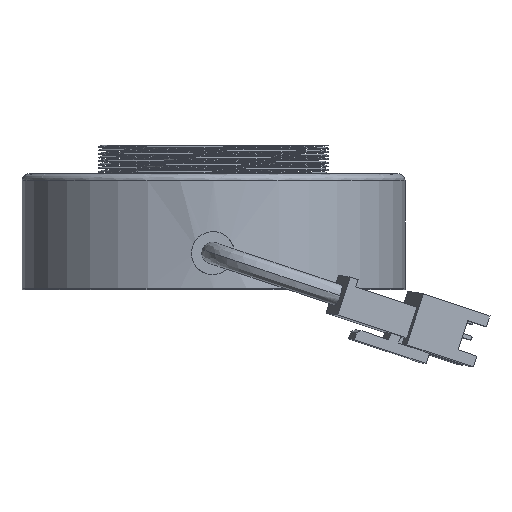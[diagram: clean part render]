
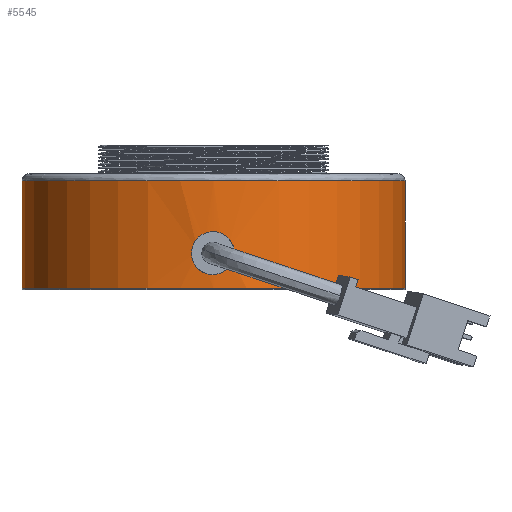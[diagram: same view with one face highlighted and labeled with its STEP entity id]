
A CAD part, front view. The second image highlights one B-rep face of the part: STEP entity #5545.
In plain terms, the highlighted cylindrical face has radius 26.75 mm (diameter 53.5 mm), a partial arc.
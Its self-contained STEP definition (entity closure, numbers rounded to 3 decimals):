
#6 = EDGE_CURVE ( 'NONE', #2131, #3274, #5814, .T. ) ;
#41 = CARTESIAN_POINT ( 'NONE',  ( 0., 0., 20. ) ) ;
#75 = CARTESIAN_POINT ( 'NONE',  ( 0., 0., 0. ) ) ;
#123 = CARTESIAN_POINT ( 'NONE',  ( 0., 0., 15. ) ) ;
#289 = CARTESIAN_POINT ( 'NONE',  ( 1.592, -26.703, 3.619 ) ) ;
#317 = CARTESIAN_POINT ( 'NONE',  ( -1.464, -26.71, 3.315 ) ) ;
#385 = ORIENTED_EDGE ( 'NONE', *, *, #2556, .F. ) ;
#444 = CARTESIAN_POINT ( 'NONE',  ( -2.111, -26.667, 5.443 ) ) ;
#478 = CARTESIAN_POINT ( 'NONE',  ( -1.66, -26.699, 6.288 ) ) ;
#520 = CARTESIAN_POINT ( 'NONE',  ( 1.504, -26.708, 6.287 ) ) ;
#545 = FACE_OUTER_BOUND ( 'NONE', #4266, .T. ) ;
#810 = AXIS2_PLACEMENT_3D ( 'NONE', #41, #4764, #8688 ) ;
#880 = DIRECTION ( 'NONE',  ( -1., 0., 0. ) ) ;
#938 = DIRECTION ( 'NONE',  ( -1., 0., 0. ) ) ;
#1000 = EDGE_LOOP ( 'NONE', ( #3935, #5686 ) ) ;
#1084 = CARTESIAN_POINT ( 'NONE',  ( 1.213, -26.723, 3.221 ) ) ;
#1120 = CARTESIAN_POINT ( 'NONE',  ( -1.747, -26.693, 3.617 ) ) ;
#1181 = DIRECTION ( 'NONE',  ( 0., 0., -1. ) ) ;
#1270 = CARTESIAN_POINT ( 'NONE',  ( -1.135, -26.727, 6.734 ) ) ;
#1302 = CARTESIAN_POINT ( 'NONE',  ( 1.743, -26.693, 5.954 ) ) ;
#1318 = VECTOR ( 'NONE', #1181, 1000. ) ;
#1387 = EDGE_CURVE ( 'NONE', #3274, #2131, #1538, .T. ) ;
#1521 = CARTESIAN_POINT ( 'NONE',  ( -26.75, 0., 15. ) ) ;
#1538 = B_SPLINE_CURVE_WITH_KNOTS ( 'NONE', 3,
 ( #2639, #6568, #3402, #8905, #4220, #9704, #5019, #289, #5806, #1084, #6599, #1888, #7369, #2669, #8161, #3438, #8934, #4249, #9746, #5049, #317, #5849, #1120, #6631, #1924, #7407, #2694, #8190, #3478, #8974 ),
 .UNSPECIFIED., .F., .F.,
 ( 4, 2, 2, 2, 2, 2, 2, 2, 2, 2, 2, 2, 2, 2, 4 ),
 ( 0.007, 0.007, 0.007, 0.008, 0.008, 0.009, 0.01, 0.01, 0.011, 0.011, 0.011, 0.012, 0.012, 0.013, 0.013 ),
 .UNSPECIFIED. ) ;
#1845 = VERTEX_POINT ( 'NONE', #8726 ) ;
#1888 = CARTESIAN_POINT ( 'NONE',  ( 0.474, -26.747, 2.855 ) ) ;
#1924 = CARTESIAN_POINT ( 'NONE',  ( -1.965, -26.678, 3.967 ) ) ;
#1944 = DIRECTION ( 'NONE',  ( 0., 0., -1. ) ) ;
#2041 = CARTESIAN_POINT ( 'NONE',  ( -1.901, -26.682, 5.951 ) ) ;
#2069 = CARTESIAN_POINT ( 'NONE',  ( -0.354, -26.749, 6.999 ) ) ;
#2107 = CARTESIAN_POINT ( 'NONE',  ( 1.914, -26.681, 5.577 ) ) ;
#2131 = VERTEX_POINT ( 'NONE', #9964 ) ;
#2397 = FACE_BOUND ( 'NONE', #1000, .T. ) ;
#2556 = EDGE_CURVE ( 'NONE', #8366, #1845, #7345, .T. ) ;
#2639 = CARTESIAN_POINT ( 'NONE',  ( 2.022, -26.673, 4.899 ) ) ;
#2665 = CIRCLE ( 'NONE', #6781, 26.75 ) ;
#2669 = CARTESIAN_POINT ( 'NONE',  ( -0.214, -26.749, 2.799 ) ) ;
#2694 = CARTESIAN_POINT ( 'NONE',  ( -2.11, -26.667, 4.353 ) ) ;
#2810 = CARTESIAN_POINT ( 'NONE',  ( -2.164, -26.662, 5.175 ) ) ;
#2851 = CARTESIAN_POINT ( 'NONE',  ( 0.197, -26.75, 6.986 ) ) ;
#2880 = CARTESIAN_POINT ( 'NONE',  ( 2.008, -26.675, 5.177 ) ) ;
#3274 = VERTEX_POINT ( 'NONE', #9563 ) ;
#3402 = CARTESIAN_POINT ( 'NONE',  ( 2.008, -26.675, 4.624 ) ) ;
#3438 = CARTESIAN_POINT ( 'NONE',  ( -0.622, -26.743, 2.866 ) ) ;
#3452 = CIRCLE ( 'NONE', #6845, 26.75 ) ;
#3478 = CARTESIAN_POINT ( 'NONE',  ( -2.178, -26.661, 4.761 ) ) ;
#3556 = CARTESIAN_POINT ( 'NONE',  ( -2.071, -26.67, 5.576 ) ) ;
#3593 = CARTESIAN_POINT ( 'NONE',  ( -2.178, -26.661, 5.038 ) ) ;
#3621 = CARTESIAN_POINT ( 'NONE',  ( 0.597, -26.744, 6.893 ) ) ;
#3660 = CARTESIAN_POINT ( 'NONE',  ( 2.022, -26.673, 4.899 ) ) ;
#3935 = ORIENTED_EDGE ( 'NONE', *, *, #6, .T. ) ;
#3965 = EDGE_CURVE ( 'NONE', #8960, #1845, #2665, .T. ) ;
#4220 = CARTESIAN_POINT ( 'NONE',  ( 1.915, -26.681, 4.222 ) ) ;
#4249 = CARTESIAN_POINT ( 'NONE',  ( -1.007, -26.731, 3.011 ) ) ;
#4266 = EDGE_LOOP ( 'NONE', ( #385, #5532, #9082, #7355 ) ) ;
#4394 = CARTESIAN_POINT ( 'NONE',  ( -2.178, -26.661, 4.899 ) ) ;
#4437 = CARTESIAN_POINT ( 'NONE',  ( 0.974, -26.733, 6.722 ) ) ;
#4764 = DIRECTION ( 'NONE',  ( 0., 0., -1. ) ) ;
#5019 = CARTESIAN_POINT ( 'NONE',  ( 1.745, -26.693, 3.847 ) ) ;
#5049 = CARTESIAN_POINT ( 'NONE',  ( -1.358, -26.716, 3.229 ) ) ;
#5108 = CARTESIAN_POINT ( 'NONE',  ( -26.75, 0., 20. ) ) ;
#5148 = CARTESIAN_POINT ( 'NONE',  ( 26.75, 0., 20. ) ) ;
#5211 = CARTESIAN_POINT ( 'NONE',  ( -1.748, -26.693, 6.179 ) ) ;
#5238 = CARTESIAN_POINT ( 'NONE',  ( 1.308, -26.718, 6.483 ) ) ;
#5456 = VERTEX_POINT ( 'NONE', #1521 ) ;
#5470 = LINE ( 'NONE', #5108, #9376 ) ;
#5532 = ORIENTED_EDGE ( 'NONE', *, *, #6813, .T. ) ;
#5545 = ADVANCED_FACE ( 'NONE', ( #545, #2397 ), #7685, .T. ) ;
#5593 = DIRECTION ( 'NONE',  ( 0., 0., 1. ) ) ;
#5634 = DIRECTION ( 'NONE',  ( 0., 0., -1. ) ) ;
#5686 = ORIENTED_EDGE ( 'NONE', *, *, #1387, .T. ) ;
#5806 = CARTESIAN_POINT ( 'NONE',  ( 1.504, -26.708, 3.511 ) ) ;
#5814 = B_SPLINE_CURVE_WITH_KNOTS ( 'NONE', 3,
 ( #4394, #3593, #2810, #444, #3556, #9089, #2041, #5211, #478, #5992, #1270, #6788, #2069, #7554, #2851, #8342, #3621, #9124, #4437, #9932, #5238, #520, #6025, #1302, #6824, #2107, #7594, #2880, #8379, #3660 ),
 .UNSPECIFIED., .F., .F.,
 ( 4, 2, 2, 2, 2, 2, 2, 2, 2, 2, 2, 2, 2, 2, 4 ),
 ( 0., 0., 0.001, 0.001, 0.002, 0.002, 0.003, 0.004, 0.004, 0.005, 0.005, 0.005, 0.006, 0.006, 0.007 ),
 .UNSPECIFIED. ) ;
#5848 = CARTESIAN_POINT ( 'NONE',  ( 26.75, 0., 15. ) ) ;
#5849 = CARTESIAN_POINT ( 'NONE',  ( -1.66, -26.699, 3.511 ) ) ;
#5992 = CARTESIAN_POINT ( 'NONE',  ( -1.369, -26.716, 6.578 ) ) ;
#6025 = CARTESIAN_POINT ( 'NONE',  ( 1.591, -26.703, 6.181 ) ) ;
#6400 = EDGE_CURVE ( 'NONE', #5456, #8960, #5470, .T. ) ;
#6568 = CARTESIAN_POINT ( 'NONE',  ( 2.022, -26.673, 4.761 ) ) ;
#6599 = CARTESIAN_POINT ( 'NONE',  ( 0.979, -26.733, 3.064 ) ) ;
#6631 = CARTESIAN_POINT ( 'NONE',  ( -1.899, -26.683, 3.845 ) ) ;
#6781 = AXIS2_PLACEMENT_3D ( 'NONE', #75, #5593, #880 ) ;
#6788 = CARTESIAN_POINT ( 'NONE',  ( -0.63, -26.744, 6.944 ) ) ;
#6813 = EDGE_CURVE ( 'NONE', #8366, #5456, #3452, .T. ) ;
#6824 = CARTESIAN_POINT ( 'NONE',  ( 1.809, -26.689, 5.831 ) ) ;
#6845 = AXIS2_PLACEMENT_3D ( 'NONE', #123, #5634, #938 ) ;
#7345 = LINE ( 'NONE', #5148, #1318 ) ;
#7355 = ORIENTED_EDGE ( 'NONE', *, *, #3965, .T. ) ;
#7369 = CARTESIAN_POINT ( 'NONE',  ( 0.197, -26.751, 2.8 ) ) ;
#7407 = CARTESIAN_POINT ( 'NONE',  ( -2.07, -26.67, 4.222 ) ) ;
#7554 = CARTESIAN_POINT ( 'NONE',  ( 0.057, -26.75, 6.999 ) ) ;
#7594 = CARTESIAN_POINT ( 'NONE',  ( 1.954, -26.679, 5.446 ) ) ;
#7685 = CYLINDRICAL_SURFACE ( 'NONE', #810, 26.75 ) ;
#8161 = CARTESIAN_POINT ( 'NONE',  ( -0.353, -26.748, 2.813 ) ) ;
#8190 = CARTESIAN_POINT ( 'NONE',  ( -2.164, -26.662, 4.622 ) ) ;
#8342 = CARTESIAN_POINT ( 'NONE',  ( 0.466, -26.746, 6.932 ) ) ;
#8366 = VERTEX_POINT ( 'NONE', #5848 ) ;
#8379 = CARTESIAN_POINT ( 'NONE',  ( 2.022, -26.673, 5.038 ) ) ;
#8580 = CARTESIAN_POINT ( 'NONE',  ( -26.75, 0., 0. ) ) ;
#8688 = DIRECTION ( 'NONE',  ( -1., 0., 0. ) ) ;
#8726 = CARTESIAN_POINT ( 'NONE',  ( 26.75, 0., 0. ) ) ;
#8905 = CARTESIAN_POINT ( 'NONE',  ( 1.955, -26.678, 4.356 ) ) ;
#8934 = CARTESIAN_POINT ( 'NONE',  ( -0.753, -26.74, 2.906 ) ) ;
#8960 = VERTEX_POINT ( 'NONE', #8580 ) ;
#8974 = CARTESIAN_POINT ( 'NONE',  ( -2.178, -26.661, 4.899 ) ) ;
#9082 = ORIENTED_EDGE ( 'NONE', *, *, #6400, .T. ) ;
#9089 = CARTESIAN_POINT ( 'NONE',  ( -1.965, -26.678, 5.831 ) ) ;
#9124 = CARTESIAN_POINT ( 'NONE',  ( 0.851, -26.737, 6.788 ) ) ;
#9376 = VECTOR ( 'NONE', #1944, 1000. ) ;
#9563 = CARTESIAN_POINT ( 'NONE',  ( 2.022, -26.673, 4.899 ) ) ;
#9704 = CARTESIAN_POINT ( 'NONE',  ( 1.809, -26.689, 3.968 ) ) ;
#9746 = CARTESIAN_POINT ( 'NONE',  ( -1.13, -26.726, 3.077 ) ) ;
#9932 = CARTESIAN_POINT ( 'NONE',  ( 1.202, -26.723, 6.57 ) ) ;
#9964 = CARTESIAN_POINT ( 'NONE',  ( -2.178, -26.661, 4.899 ) ) ;
